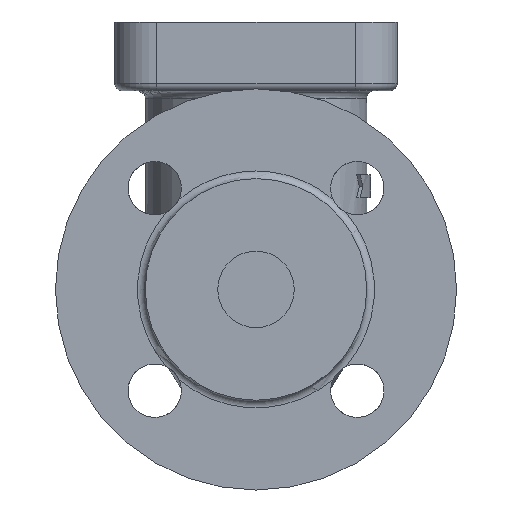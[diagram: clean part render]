
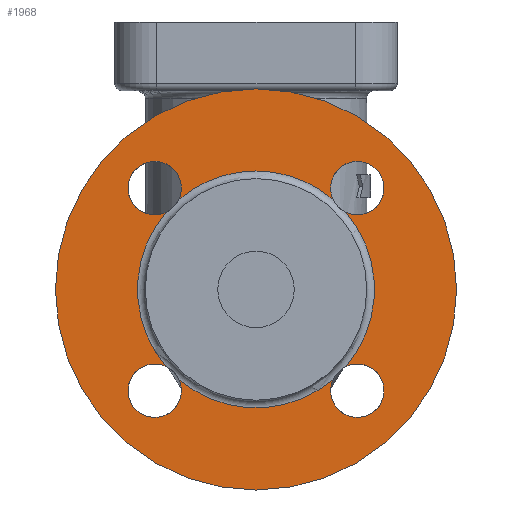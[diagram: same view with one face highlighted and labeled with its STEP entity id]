
A CAD part, left-side view. The second image highlights one B-rep face of the part: STEP entity #1968.
In plain terms, the highlighted planar face has unit normal (-1, 0, 0).
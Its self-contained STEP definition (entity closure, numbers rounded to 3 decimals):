
#358=PLANE('',#2167);
#403=FACE_BOUND('',#671,.T.);
#509=FACE_OUTER_BOUND('',#670,.T.);
#670=EDGE_LOOP('',(#1733));
#671=EDGE_LOOP('',(#1734,#1735,#1736,#1737,#1738,#1739,#1740,#1741));
#800=CIRCLE('',#2152,52.5);
#801=CIRCLE('',#2154,31.);
#802=CIRCLE('',#2155,31.);
#803=CIRCLE('',#2156,31.);
#804=CIRCLE('',#2157,31.);
#806=CIRCLE('',#2160,7.);
#807=CIRCLE('',#2162,7.);
#808=CIRCLE('',#2164,7.);
#809=CIRCLE('',#2166,7.);
#998=VERTEX_POINT('',#4827);
#999=VERTEX_POINT('',#4830);
#1000=VERTEX_POINT('',#4831);
#1001=VERTEX_POINT('',#4844);
#1002=VERTEX_POINT('',#4846);
#1003=VERTEX_POINT('',#4859);
#1004=VERTEX_POINT('',#4861);
#1005=VERTEX_POINT('',#4874);
#1006=VERTEX_POINT('',#4876);
#1255=EDGE_CURVE('',#998,#998,#800,.T.);
#1257=EDGE_CURVE('',#999,#1001,#801,.T.);
#1259=EDGE_CURVE('',#1002,#1003,#802,.T.);
#1261=EDGE_CURVE('',#1004,#1005,#803,.T.);
#1263=EDGE_CURVE('',#1006,#1000,#804,.T.);
#1265=EDGE_CURVE('',#1006,#1005,#806,.T.);
#1266=EDGE_CURVE('',#1004,#1003,#807,.T.);
#1267=EDGE_CURVE('',#1002,#1001,#808,.T.);
#1268=EDGE_CURVE('',#999,#1000,#809,.T.);
#1733=ORIENTED_EDGE('',*,*,#1255,.T.);
#1734=ORIENTED_EDGE('',*,*,#1263,.F.);
#1735=ORIENTED_EDGE('',*,*,#1265,.T.);
#1736=ORIENTED_EDGE('',*,*,#1261,.F.);
#1737=ORIENTED_EDGE('',*,*,#1266,.T.);
#1738=ORIENTED_EDGE('',*,*,#1259,.F.);
#1739=ORIENTED_EDGE('',*,*,#1267,.T.);
#1740=ORIENTED_EDGE('',*,*,#1257,.F.);
#1741=ORIENTED_EDGE('',*,*,#1268,.T.);
#1968=ADVANCED_FACE('',(#509,#403),#358,.T.);
#2152=AXIS2_PLACEMENT_3D('',#4828,#2579,#2580);
#2154=AXIS2_PLACEMENT_3D('',#4845,#2583,#2584);
#2155=AXIS2_PLACEMENT_3D('',#4860,#2585,#2586);
#2156=AXIS2_PLACEMENT_3D('',#4875,#2587,#2588);
#2157=AXIS2_PLACEMENT_3D('',#4889,#2589,#2590);
#2160=AXIS2_PLACEMENT_3D('',#4893,#2595,#2596);
#2162=AXIS2_PLACEMENT_3D('',#4895,#2599,#2600);
#2164=AXIS2_PLACEMENT_3D('',#4897,#2603,#2604);
#2166=AXIS2_PLACEMENT_3D('',#4899,#2607,#2608);
#2167=AXIS2_PLACEMENT_3D('',#4900,#2609,#2610);
#2579=DIRECTION('center_axis',(-1.,0.,0.));
#2580=DIRECTION('ref_axis',(0.,0.,1.));
#2583=DIRECTION('center_axis',(-1.,0.,0.));
#2584=DIRECTION('ref_axis',(0.,0.,
-1.));
#2585=DIRECTION('center_axis',(-1.,0.,0.));
#2586=DIRECTION('ref_axis',(0.,0.,
-1.));
#2587=DIRECTION('center_axis',(-1.,0.,0.));
#2588=DIRECTION('ref_axis',(0.,0.,
-1.));
#2589=DIRECTION('center_axis',(-1.,0.,0.));
#2590=DIRECTION('ref_axis',(0.,0.,
-1.));
#2595=DIRECTION('center_axis',(1.,0.,0.));
#2596=DIRECTION('ref_axis',(0.,-1.,0.));
#2599=DIRECTION('center_axis',(1.,0.,0.));
#2600=DIRECTION('ref_axis',(0.,0.,
-1.));
#2603=DIRECTION('center_axis',(1.,0.,0.));
#2604=DIRECTION('ref_axis',(0.,1.,0.));
#2607=DIRECTION('center_axis',(1.,0.,0.));
#2608=DIRECTION('ref_axis',(0.,0.,1.));
#2609=DIRECTION('center_axis',(-1.,0.,0.));
#2610=DIRECTION('ref_axis',(0.,0.,1.));
#4827=CARTESIAN_POINT('',(-73.,0.,-17.5));
#4828=CARTESIAN_POINT('Origin',(-73.,0.,-70.));
#4830=CARTESIAN_POINT('',(-73.,-20.188,-46.474));
#4831=CARTESIAN_POINT('',(-73.,-23.526,-49.812));
#4844=CARTESIAN_POINT('',(-73.,20.188,-46.474));
#4845=CARTESIAN_POINT('Origin',(-73.,0.,-70.));
#4846=CARTESIAN_POINT('',(-73.,23.526,-49.812));
#4859=CARTESIAN_POINT('',(-73.,23.526,-90.188));
#4860=CARTESIAN_POINT('Origin',(-73.,0.,-70.));
#4861=CARTESIAN_POINT('',(-73.,20.188,-93.526));
#4874=CARTESIAN_POINT('',(-73.,-20.188,-93.526));
#4875=CARTESIAN_POINT('Origin',(-73.,0.,-70.));
#4876=CARTESIAN_POINT('',(-73.,-23.526,-90.188));
#4889=CARTESIAN_POINT('Origin',(-73.,0.,-70.));
#4893=CARTESIAN_POINT('Origin',(-73.,-26.517,-96.517));
#4895=CARTESIAN_POINT('Origin',(-73.,26.517,-96.517));
#4897=CARTESIAN_POINT('Origin',(-73.,26.517,-43.483));
#4899=CARTESIAN_POINT('Origin',(-73.,-26.517,-43.483));
#4900=CARTESIAN_POINT('Origin',(-73.,0.,-41.));
